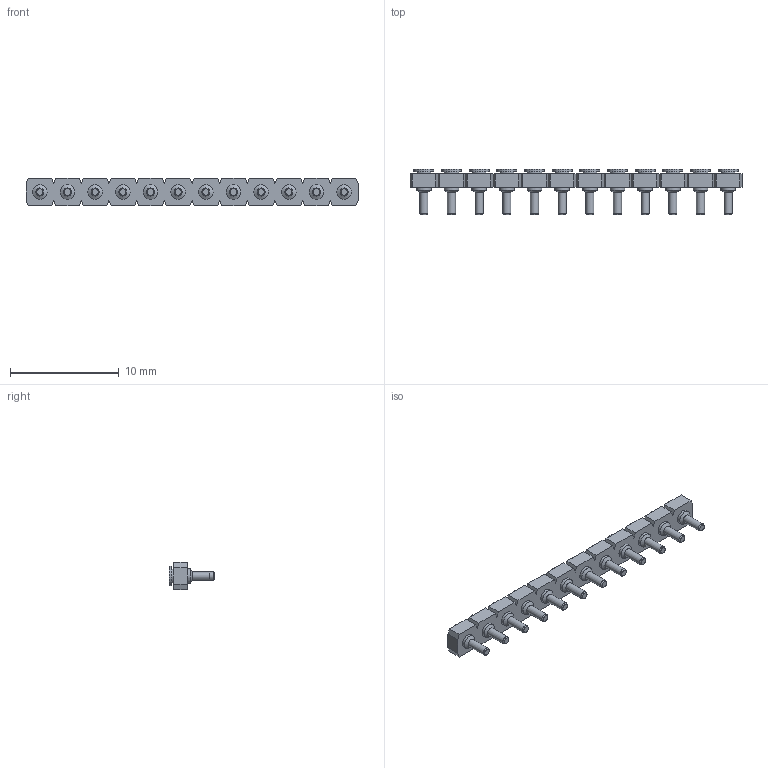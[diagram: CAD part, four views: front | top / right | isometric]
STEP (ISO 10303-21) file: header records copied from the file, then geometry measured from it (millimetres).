
FILE_DESCRIPTION(/* description */ ('STEP AP214'),/* implementation_level */ '2;1');
FILE_NAME(/* name */ 'SL-112-T-39',/* time_stamp */ '2022-11-18T10:03:17+01:00',/* author */ ('License CC BY-ND 4.0'),/* organization */ ('CADENAS'),/* preprocessor_version */ 'ST-DEVELOPER v18.102',/* originating_system */ 'PARTsolutions',/* authorisation */ ' ');
FILE_SCHEMA (('AUTOMOTIVE_DESIGN {1 0 10303 214 3 1 1}'));
Length unit declared in the file: inch
Products named in the file (3): SL-112-T-39; EZ-8P1_pins; SL-112_socket
Assembly tree (13 placements, depth 2):
  SL-112-T-39
    EZ-8P1_pins  x12
    SL-112_socket
Bounding box: 30.48 x 4.19 x 2.54 mm (x, y, z)
Volume: 100.9 mm3; surface area: 621.2 mm2
Topology: 13 solids, 13 shells, 316 faces, 654 edges, 412 vertices
Faces by surface type: plane 148, cylinder 96, cone 72
Full cylindrical faces by diameter (mm): 0.533 x12, 0.737 x12, 0.914 x12, 1.016 x12, 1.321 x36, 1.829 x12
Entity records: 3414 total; most frequent: CARTESIAN_POINT 576, DIRECTION 548, ORIENTED_EDGE 528, EDGE_CURVE 264, LINE 222, VECTOR 222, VERTEX_POINT 191, AXIS2_PLACEMENT_3D 163
